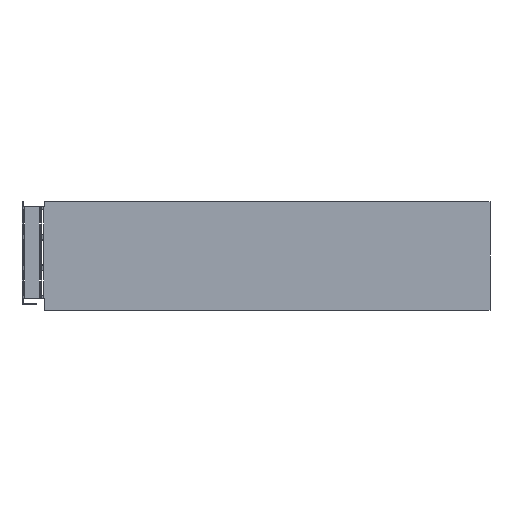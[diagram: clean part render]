
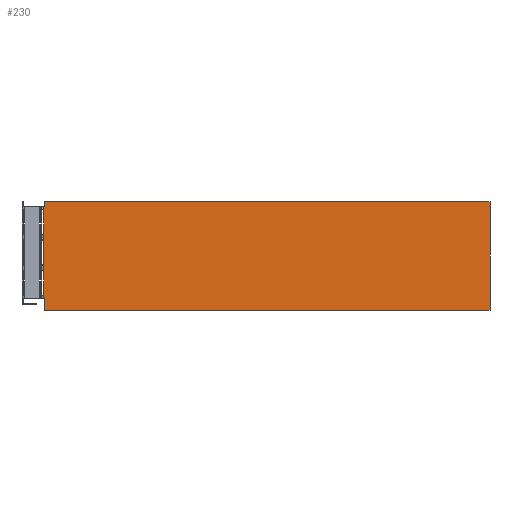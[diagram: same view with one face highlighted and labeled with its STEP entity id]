
A CAD part, front view. The second image highlights one B-rep face of the part: STEP entity #230.
In plain terms, the highlighted planar face has unit normal (0, -1, 0).
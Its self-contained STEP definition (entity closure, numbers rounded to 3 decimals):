
#75=AXIS2_PLACEMENT_3D('Plane Axis2P3D',#72,#73,#74) ;
#88=AXIS2_PLACEMENT_3D('Circle Axis2P3D',#86,#87,$) ;
#93=AXIS2_PLACEMENT_3D('Circle Axis2P3D',#91,#92,$) ;
#107=AXIS2_PLACEMENT_3D('Circle Axis2P3D',#105,#106,$) ;
#121=AXIS2_PLACEMENT_3D('Circle Axis2P3D',#119,#120,$) ;
#191=AXIS2_PLACEMENT_3D('Circle Axis2P3D',#189,#190,$) ;
#205=AXIS2_PLACEMENT_3D('Circle Axis2P3D',#203,#204,$) ;
#37=CARTESIAN_POINT('Line Origine',(16.935,0.,45.5)) ;
#41=CARTESIAN_POINT('Vertex',(16.935,0.,54.25)) ;
#43=CARTESIAN_POINT('Vertex',(16.935,0.,36.75)) ;
#72=CARTESIAN_POINT('Axis2P3D Location',(-354.015,0.,-5.5)) ;
#77=CARTESIAN_POINT('Line Origine',(16.69,0.,57.5)) ;
#81=CARTESIAN_POINT('Vertex',(16.69,0.,60.007)) ;
#83=CARTESIAN_POINT('Vertex',(16.69,0.,54.993)) ;
#86=CARTESIAN_POINT('Axis2P3D Location',(15.685,0.,54.25)) ;
#91=CARTESIAN_POINT('Axis2P3D Location',(15.685,0.,36.75)) ;
#95=CARTESIAN_POINT('Vertex',(16.69,0.,36.007)) ;
#98=CARTESIAN_POINT('Line Origine',(16.69,0.,33.5)) ;
#102=CARTESIAN_POINT('Vertex',(16.69,0.,30.993)) ;
#105=CARTESIAN_POINT('Axis2P3D Location',(15.685,0.,30.25)) ;
#109=CARTESIAN_POINT('Vertex',(16.935,0.,30.25)) ;
#112=CARTESIAN_POINT('Line Origine',(16.935,0.,21.5)) ;
#116=CARTESIAN_POINT('Vertex',(16.935,0.,12.75)) ;
#119=CARTESIAN_POINT('Axis2P3D Location',(15.685,0.,12.75)) ;
#123=CARTESIAN_POINT('Vertex',(16.69,0.,12.007)) ;
#126=CARTESIAN_POINT('Line Origine',(16.69,0.,10.753)) ;
#130=CARTESIAN_POINT('Vertex',(16.69,0.,9.5)) ;
#133=CARTESIAN_POINT('Line Origine',(17.338,0.,9.5)) ;
#137=CARTESIAN_POINT('Vertex',(17.985,0.,9.5)) ;
#140=CARTESIAN_POINT('Line Origine',(17.985,0.,4.75)) ;
#144=CARTESIAN_POINT('Vertex',(17.985,0.,0.)) ;
#147=CARTESIAN_POINT('Line Origine',(192.985,0.,0.)) ;
#151=CARTESIAN_POINT('Vertex',(367.985,0.,0.)) ;
#154=CARTESIAN_POINT('Line Origine',(367.985,0.,42.75)) ;
#158=CARTESIAN_POINT('Vertex',(367.985,0.,85.5)) ;
#161=CARTESIAN_POINT('Line Origine',(192.985,0.,85.5)) ;
#165=CARTESIAN_POINT('Vertex',(17.985,0.,85.5)) ;
#168=CARTESIAN_POINT('Line Origine',(17.985,0.,83.5)) ;
#172=CARTESIAN_POINT('Vertex',(17.985,0.,81.5)) ;
#175=CARTESIAN_POINT('Line Origine',(17.338,0.,81.5)) ;
#179=CARTESIAN_POINT('Vertex',(16.69,0.,81.5)) ;
#182=CARTESIAN_POINT('Line Origine',(16.69,0.,80.247)) ;
#186=CARTESIAN_POINT('Vertex',(16.69,0.,78.993)) ;
#189=CARTESIAN_POINT('Axis2P3D Location',(15.685,0.,78.25)) ;
#193=CARTESIAN_POINT('Vertex',(16.935,0.,78.25)) ;
#196=CARTESIAN_POINT('Line Origine',(16.935,0.,69.5)) ;
#200=CARTESIAN_POINT('Vertex',(16.935,0.,60.75)) ;
#203=CARTESIAN_POINT('Axis2P3D Location',(15.685,0.,60.75)) ;
#38=DIRECTION('Vector Direction',(0.,0.,1.)) ;
#73=DIRECTION('Axis2P3D Direction',(0.,1.,0.)) ;
#74=DIRECTION('Axis2P3D XDirection',(-1.,0.,0.)) ;
#78=DIRECTION('Vector Direction',(0.,0.,-1.)) ;
#87=DIRECTION('Axis2P3D Direction',(0.,1.,0.)) ;
#92=DIRECTION('Axis2P3D Direction',(0.,1.,0.)) ;
#99=DIRECTION('Vector Direction',(0.,0.,-1.)) ;
#106=DIRECTION('Axis2P3D Direction',(0.,1.,0.)) ;
#113=DIRECTION('Vector Direction',(0.,0.,-1.)) ;
#120=DIRECTION('Axis2P3D Direction',(0.,1.,0.)) ;
#127=DIRECTION('Vector Direction',(0.,0.,-1.)) ;
#134=DIRECTION('Vector Direction',(1.,0.,0.)) ;
#141=DIRECTION('Vector Direction',(0.,0.,1.)) ;
#148=DIRECTION('Vector Direction',(-1.,0.,0.)) ;
#155=DIRECTION('Vector Direction',(0.,0.,-1.)) ;
#162=DIRECTION('Vector Direction',(1.,0.,0.)) ;
#169=DIRECTION('Vector Direction',(0.,0.,1.)) ;
#176=DIRECTION('Vector Direction',(-1.,0.,0.)) ;
#183=DIRECTION('Vector Direction',(0.,0.,-1.)) ;
#190=DIRECTION('Axis2P3D Direction',(0.,1.,0.)) ;
#197=DIRECTION('Vector Direction',(0.,0.,-1.)) ;
#204=DIRECTION('Axis2P3D Direction',(0.,1.,0.)) ;
#39=VECTOR('Line Direction',#38,1.) ;
#79=VECTOR('Line Direction',#78,1.) ;
#100=VECTOR('Line Direction',#99,1.) ;
#114=VECTOR('Line Direction',#113,1.) ;
#128=VECTOR('Line Direction',#127,1.) ;
#135=VECTOR('Line Direction',#134,1.) ;
#142=VECTOR('Line Direction',#141,1.) ;
#149=VECTOR('Line Direction',#148,1.) ;
#156=VECTOR('Line Direction',#155,1.) ;
#163=VECTOR('Line Direction',#162,1.) ;
#170=VECTOR('Line Direction',#169,1.) ;
#177=VECTOR('Line Direction',#176,1.) ;
#184=VECTOR('Line Direction',#183,1.) ;
#198=VECTOR('Line Direction',#197,1.) ;
#209=ORIENTED_EDGE('',*,*,#85,.T.) ;
#210=ORIENTED_EDGE('',*,*,#90,.T.) ;
#211=ORIENTED_EDGE('',*,*,#45,.T.) ;
#212=ORIENTED_EDGE('',*,*,#97,.T.) ;
#213=ORIENTED_EDGE('',*,*,#104,.T.) ;
#214=ORIENTED_EDGE('',*,*,#111,.T.) ;
#215=ORIENTED_EDGE('',*,*,#118,.T.) ;
#216=ORIENTED_EDGE('',*,*,#125,.T.) ;
#217=ORIENTED_EDGE('',*,*,#132,.T.) ;
#218=ORIENTED_EDGE('',*,*,#139,.T.) ;
#219=ORIENTED_EDGE('',*,*,#146,.F.) ;
#220=ORIENTED_EDGE('',*,*,#153,.F.) ;
#221=ORIENTED_EDGE('',*,*,#160,.F.) ;
#222=ORIENTED_EDGE('',*,*,#167,.F.) ;
#223=ORIENTED_EDGE('',*,*,#174,.F.) ;
#224=ORIENTED_EDGE('',*,*,#181,.T.) ;
#225=ORIENTED_EDGE('',*,*,#188,.T.) ;
#226=ORIENTED_EDGE('',*,*,#195,.T.) ;
#227=ORIENTED_EDGE('',*,*,#202,.T.) ;
#228=ORIENTED_EDGE('',*,*,#207,.T.) ;
#230=ADVANCED_FACE('Koerper.2',(#229),#76,.F.) ;
#89=CIRCLE('generated circle',#88,1.25) ;
#94=CIRCLE('generated circle',#93,1.25) ;
#108=CIRCLE('generated circle',#107,1.25) ;
#122=CIRCLE('generated circle',#121,1.25) ;
#192=CIRCLE('generated circle',#191,1.25) ;
#206=CIRCLE('generated circle',#205,1.25) ;
#45=EDGE_CURVE('',#42,#44,#40,.F.) ;
#85=EDGE_CURVE('',#82,#84,#80,.T.) ;
#90=EDGE_CURVE('',#84,#42,#89,.T.) ;
#97=EDGE_CURVE('',#44,#96,#94,.T.) ;
#104=EDGE_CURVE('',#96,#103,#101,.T.) ;
#111=EDGE_CURVE('',#103,#110,#108,.T.) ;
#118=EDGE_CURVE('',#110,#117,#115,.T.) ;
#125=EDGE_CURVE('',#117,#124,#122,.T.) ;
#132=EDGE_CURVE('',#124,#131,#129,.T.) ;
#139=EDGE_CURVE('',#131,#138,#136,.T.) ;
#146=EDGE_CURVE('',#145,#138,#143,.T.) ;
#153=EDGE_CURVE('',#152,#145,#150,.T.) ;
#160=EDGE_CURVE('',#159,#152,#157,.T.) ;
#167=EDGE_CURVE('',#166,#159,#164,.T.) ;
#174=EDGE_CURVE('',#173,#166,#171,.T.) ;
#181=EDGE_CURVE('',#173,#180,#178,.T.) ;
#188=EDGE_CURVE('',#180,#187,#185,.T.) ;
#195=EDGE_CURVE('',#187,#194,#192,.T.) ;
#202=EDGE_CURVE('',#194,#201,#199,.T.) ;
#207=EDGE_CURVE('',#201,#82,#206,.T.) ;
#208=EDGE_LOOP('',(#209,#210,#211,#212,#213,#214,#215,#216,#217,#218,#219,#220,#221,#222,#223,#224,#225,#226,#227,#228)) ;
#229=FACE_OUTER_BOUND('',#208,.T.) ;
#40=LINE('Line',#37,#39) ;
#80=LINE('Line',#77,#79) ;
#101=LINE('Line',#98,#100) ;
#115=LINE('Line',#112,#114) ;
#129=LINE('Line',#126,#128) ;
#136=LINE('Line',#133,#135) ;
#143=LINE('Line',#140,#142) ;
#150=LINE('Line',#147,#149) ;
#157=LINE('Line',#154,#156) ;
#164=LINE('Line',#161,#163) ;
#171=LINE('Line',#168,#170) ;
#178=LINE('Line',#175,#177) ;
#185=LINE('Line',#182,#184) ;
#199=LINE('Line',#196,#198) ;
#76=PLANE('',#75) ;
#42=VERTEX_POINT('',#41) ;
#44=VERTEX_POINT('',#43) ;
#82=VERTEX_POINT('',#81) ;
#84=VERTEX_POINT('',#83) ;
#96=VERTEX_POINT('',#95) ;
#103=VERTEX_POINT('',#102) ;
#110=VERTEX_POINT('',#109) ;
#117=VERTEX_POINT('',#116) ;
#124=VERTEX_POINT('',#123) ;
#131=VERTEX_POINT('',#130) ;
#138=VERTEX_POINT('',#137) ;
#145=VERTEX_POINT('',#144) ;
#152=VERTEX_POINT('',#151) ;
#159=VERTEX_POINT('',#158) ;
#166=VERTEX_POINT('',#165) ;
#173=VERTEX_POINT('',#172) ;
#180=VERTEX_POINT('',#179) ;
#187=VERTEX_POINT('',#186) ;
#194=VERTEX_POINT('',#193) ;
#201=VERTEX_POINT('',#200) ;
